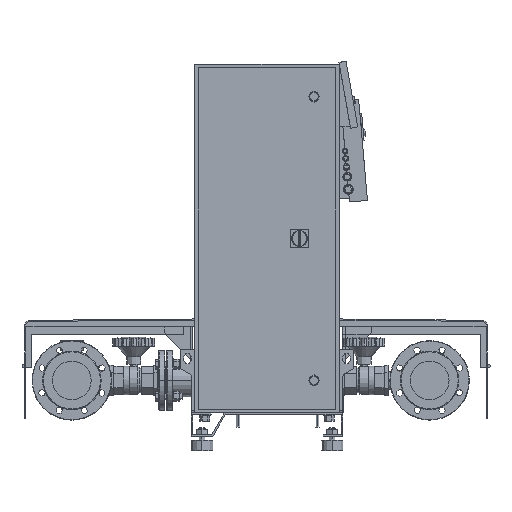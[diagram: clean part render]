
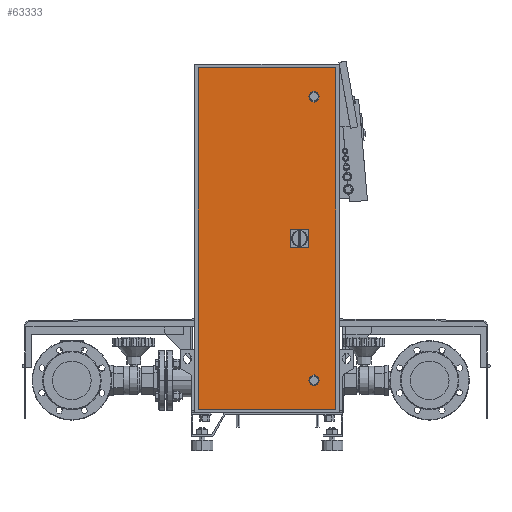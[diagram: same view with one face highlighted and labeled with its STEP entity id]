
A CAD part, left-side view. The second image highlights one B-rep face of the part: STEP entity #63333.
In plain terms, the highlighted free-form (B-spline) face has degree [1, 1] with [2, 2] control points.
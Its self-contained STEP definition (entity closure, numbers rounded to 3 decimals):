
#62853=CARTESIAN_POINT('',(-200.0,-130.0,180.0));
#62854=VERTEX_POINT('',#62853);
#62870=CARTESIAN_POINT('',(-200.0,-130.0,210.0));
#62871=VERTEX_POINT('',#62870);
#62878=CARTESIAN_POINT('',(-200.0,-130.0,195.0));
#62879=DIRECTION('',(1.0,0.0,0.0));
#62880=DIRECTION('',(0.0,0.0,-1.0));
#62881=AXIS2_PLACEMENT_3D('',#62878,#62879,#62880);
#62882=CIRCLE('',#62881,15.0);
#62883=EDGE_CURVE('',#62854,#62871,#62882,.T.);
#62935=CARTESIAN_POINT('',(-200.0,-130.0,965.0));
#62936=VERTEX_POINT('',#62935);
#62952=CARTESIAN_POINT('',(-200.0,-130.0,995.0));
#62953=VERTEX_POINT('',#62952);
#62960=CARTESIAN_POINT('',(-200.0,-130.0,980.0));
#62961=DIRECTION('',(1.0,0.0,0.0));
#62962=DIRECTION('',(0.0,0.0,-1.0));
#62963=AXIS2_PLACEMENT_3D('',#62960,#62961,#62962);
#62964=CIRCLE('',#62963,15.0);
#62965=EDGE_CURVE('',#62936,#62953,#62964,.T.);
#63074=CARTESIAN_POINT('',(-200.0,-130.0,980.0));
#63075=DIRECTION('',(1.0,0.0,0.0));
#63076=DIRECTION('',(0.0,0.0,-1.0));
#63077=AXIS2_PLACEMENT_3D('',#63074,#63075,#63076);
#63078=CIRCLE('',#63077,15.0);
#63079=EDGE_CURVE('',#62953,#62936,#63078,.T.);
#63130=CARTESIAN_POINT('',(-200.0,-130.0,195.0));
#63131=DIRECTION('',(1.0,0.0,0.0));
#63132=DIRECTION('',(0.0,0.0,-1.0));
#63133=AXIS2_PLACEMENT_3D('',#63130,#63131,#63132);
#63134=CIRCLE('',#63133,15.0);
#63135=EDGE_CURVE('',#62871,#62854,#63134,.T.);
#63223=CARTESIAN_POINT('',(-200.,190.,1060.0));
#63224=VERTEX_POINT('',#63223);
#63225=CARTESIAN_POINT('',(-200.,190.0,115.0));
#63226=VERTEX_POINT('',#63225);
#63227=CARTESIAN_POINT('',(-200.,190.,1060.0));
#63228=DIRECTION('',(0.0,0.0,-1.0));
#63229=VECTOR('',#63228,945.0);
#63230=LINE('',#63227,#63229);
#63231=EDGE_CURVE('',#63224,#63226,#63230,.T.);
#63254=CARTESIAN_POINT('',(-200.0,-190.0,115.0));
#63255=VERTEX_POINT('',#63254);
#63256=CARTESIAN_POINT('',(-200.,190.0,115.0));
#63257=DIRECTION('',(0.0,-1.0,0.0));
#63258=VECTOR('',#63257,380.0);
#63259=LINE('',#63256,#63258);
#63260=EDGE_CURVE('',#63226,#63255,#63259,.T.);
#63278=CARTESIAN_POINT('',(-200.0,-190.0,1060.0));
#63279=VERTEX_POINT('',#63278);
#63280=CARTESIAN_POINT('',(-200.0,-190.0,115.0));
#63281=DIRECTION('',(0.0,0.0,1.0));
#63282=VECTOR('',#63281,945.0);
#63283=LINE('',#63280,#63282);
#63284=EDGE_CURVE('',#63255,#63279,#63283,.T.);
#63302=CARTESIAN_POINT('',(-200.0,-190.0,1060.0));
#63303=DIRECTION('',(0.0,1.0,0.0));
#63304=VECTOR('',#63303,380.);
#63305=LINE('',#63302,#63304);
#63306=EDGE_CURVE('',#63279,#63224,#63305,.T.);
#63314=CARTESIAN_POINT('',(-200.0,190.0,1060.0));
#63315=CARTESIAN_POINT('',(-200.0,190.0,115.0));
#63316=CARTESIAN_POINT('',(-200.,-190.0,1060.0));
#63317=CARTESIAN_POINT('',(-200.0,-190.0,115.0));
#63318=B_SPLINE_SURFACE_WITH_KNOTS('',1,1,((#63314,#63316),(#63315,#63317)),.UNSPECIFIED.,.F.,.F.,.U.,(2,2),(2,2),(0.0,945.0),(0.0,380.0),.UNSPECIFIED.);
#63319=ORIENTED_EDGE('',*,*,#63231,.T.);
#63320=ORIENTED_EDGE('',*,*,#63260,.T.);
#63321=ORIENTED_EDGE('',*,*,#63284,.T.);
#63322=ORIENTED_EDGE('',*,*,#63306,.T.);
#63323=EDGE_LOOP('',(#63319,#63320,#63321,#63322));
#63324=FACE_OUTER_BOUND('',#63323,.T.);
#63325=ORIENTED_EDGE('',*,*,#63135,.T.);
#63326=ORIENTED_EDGE('',*,*,#62883,.T.);
#63327=EDGE_LOOP('',(#63325,#63326));
#63328=FACE_BOUND('',#63327,.T.);
#63329=ORIENTED_EDGE('',*,*,#63079,.T.);
#63330=ORIENTED_EDGE('',*,*,#62965,.T.);
#63331=EDGE_LOOP('',(#63329,#63330));
#63332=FACE_BOUND('',#63331,.T.);
#63333=ADVANCED_FACE('',(#63324,#63328,#63332),#63318,.T.);
